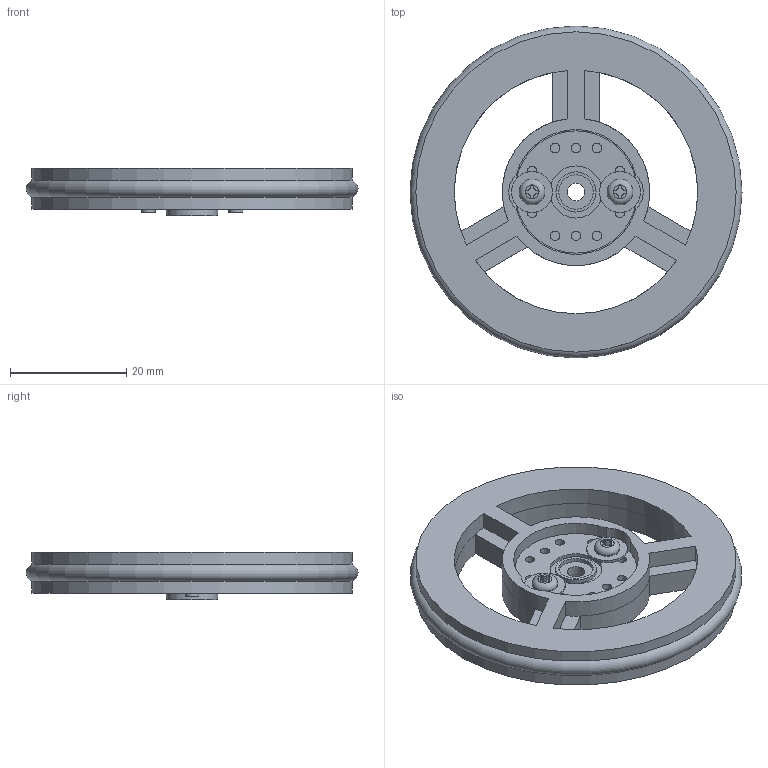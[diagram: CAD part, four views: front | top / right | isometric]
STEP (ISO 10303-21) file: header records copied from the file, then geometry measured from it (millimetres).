
FILE_DESCRIPTION(('FreeCAD Model'),'2;1');
FILE_NAME('renacuajo-original-wheel-screws-assembly.stp','2014-09-24T10:17:35',('FreeCAD'),('FreeCAD'), 'Open CASCADE STEP processor 6.7','FreeCAD','Unknown');
FILE_SCHEMA(('AUTOMOTIVE_DESIGN_CC2 { 1 2 10303 214 -1 1 5 4 }'));
Length unit declared in the file: millimetre
Products named in the file (1): Renacuajo-original-wheel-screws-assembly-final
Bounding box: 57 x 57 x 8.1 mm (x, y, z)
Volume: 11551.9 mm3; surface area: 9657.7 mm2
Topology: 5 solids, 5 shells, 139 faces, 344 edges, 224 vertices
Faces by surface type: plane 77, cylinder 55, cone 4, torus 3
Full cylindrical faces by diameter (mm): 1.6 x12, 1.7 x2, 2.4 x2, 3 x1, 4.4 x2, 5.8 x1, 5.9 x1, 6.9 x1, 7 x2, 8.8 x1, 8.95 x1, 9.3 x1, 9.6 x1, 21 x1, 55 x2
Entity records: 10712 total; most frequent: CARTESIAN_POINT 3032, DIRECTION 1216, ORIENTED_EDGE 684, PCURVE 684, DEFINITIONAL_REPRESENTATION 684, LINE 631, VECTOR 631, EDGE_CURVE 342
